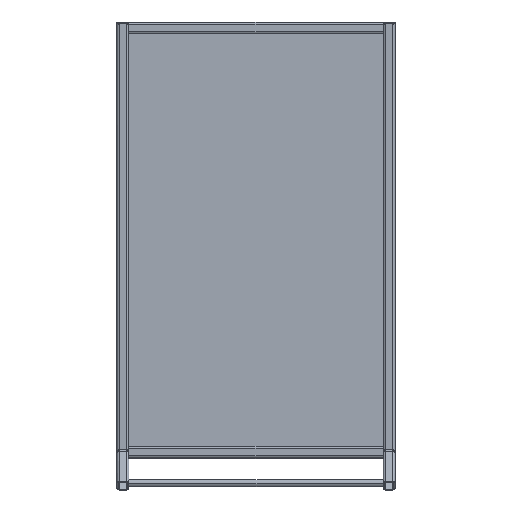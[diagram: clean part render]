
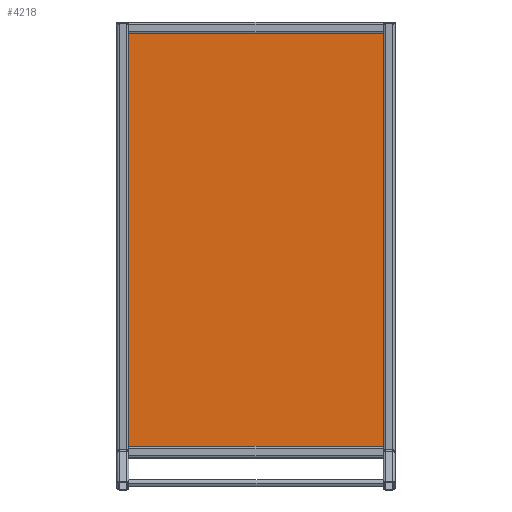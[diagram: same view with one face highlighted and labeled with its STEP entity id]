
A CAD part, top view. The second image highlights one B-rep face of the part: STEP entity #4218.
In plain terms, the highlighted planar face has unit normal (0, 0, 1).
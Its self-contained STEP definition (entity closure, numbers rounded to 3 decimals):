
#324 = CARTESIAN_POINT ( 'NONE',  ( -212.745, 345., 751. ) ) ;
#333 = AXIS2_PLACEMENT_3D ( 'NONE', #1401, #6694, #2487 ) ;
#671 = DIRECTION ( 'NONE',  ( 0., -1., 0. ) ) ;
#692 = CARTESIAN_POINT ( 'NONE',  ( 212.745, 345., 751. ) ) ;
#1347 = ORIENTED_EDGE ( 'NONE', *, *, #4361, .F. ) ;
#1401 = CARTESIAN_POINT ( 'NONE',  ( 212.745, 365.002, 751. ) ) ;
#2487 = DIRECTION ( 'NONE',  ( 0., 1., 0. ) ) ;
#2538 = CARTESIAN_POINT ( 'NONE',  ( 212.745, 345., 751. ) ) ;
#2784 = VERTEX_POINT ( 'NONE', #324 ) ;
#3346 = CARTESIAN_POINT ( 'NONE',  ( 212.745, -345., 751. ) ) ;
#4218 = ADVANCED_FACE ( 'NONE', ( #7870 ), #13346, .F. ) ;
#4241 = VECTOR ( 'NONE', #671, 1000. ) ;
#4361 = EDGE_CURVE ( 'NONE', #12532, #4744, #11359, .T. ) ;
#4744 = VERTEX_POINT ( 'NONE', #3346 ) ;
#4959 = LINE ( 'NONE', #2538, #7019 ) ;
#6694 = DIRECTION ( 'NONE',  ( 0., 0., -1. ) ) ;
#7019 = VECTOR ( 'NONE', #8014, 1000. ) ;
#7313 = CARTESIAN_POINT ( 'NONE',  ( 212.745, 365.002, 751. ) ) ;
#7498 = CARTESIAN_POINT ( 'NONE',  ( 212.745, -345., 751. ) ) ;
#7870 = FACE_OUTER_BOUND ( 'NONE', #10772, .T. ) ;
#8014 = DIRECTION ( 'NONE',  ( 1., 0., 0. ) ) ;
#10364 = VERTEX_POINT ( 'NONE', #11888 ) ;
#10455 = DIRECTION ( 'NONE',  ( 1., 0., 0. ) ) ;
#10472 = LINE ( 'NONE', #17712, #4241 ) ;
#10599 = ORIENTED_EDGE ( 'NONE', *, *, #11908, .T. ) ;
#10698 = ORIENTED_EDGE ( 'NONE', *, *, #13053, .F. ) ;
#10772 = EDGE_LOOP ( 'NONE', ( #10698, #10599, #16978, #1347 ) ) ;
#11359 = LINE ( 'NONE', #7313, #17576 ) ;
#11888 = CARTESIAN_POINT ( 'NONE',  ( -212.745, -345., 751. ) ) ;
#11908 = EDGE_CURVE ( 'NONE', #2784, #10364, #10472, .T. ) ;
#12532 = VERTEX_POINT ( 'NONE', #692 ) ;
#13053 = EDGE_CURVE ( 'NONE', #2784, #12532, #4959, .T. ) ;
#13346 = PLANE ( 'NONE',  #333 ) ;
#14281 = EDGE_CURVE ( 'NONE', #10364, #4744, #14340, .T. ) ;
#14340 = LINE ( 'NONE', #7498, #15107 ) ;
#15107 = VECTOR ( 'NONE', #10455, 1000. ) ;
#16575 = DIRECTION ( 'NONE',  ( 0., -1., 0. ) ) ;
#16978 = ORIENTED_EDGE ( 'NONE', *, *, #14281, .T. ) ;
#17576 = VECTOR ( 'NONE', #16575, 1000. ) ;
#17712 = CARTESIAN_POINT ( 'NONE',  ( -212.745, 365.002, 751. ) ) ;
